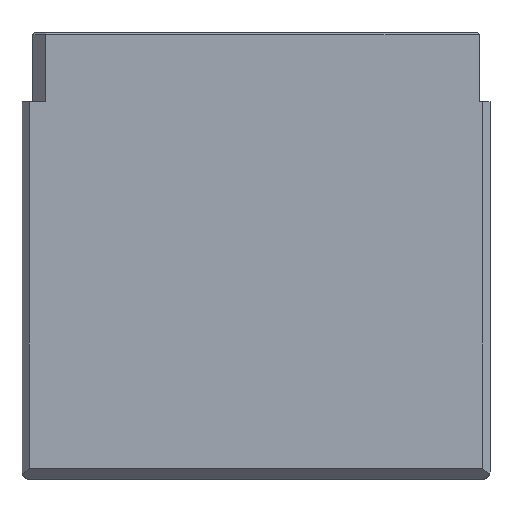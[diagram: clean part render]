
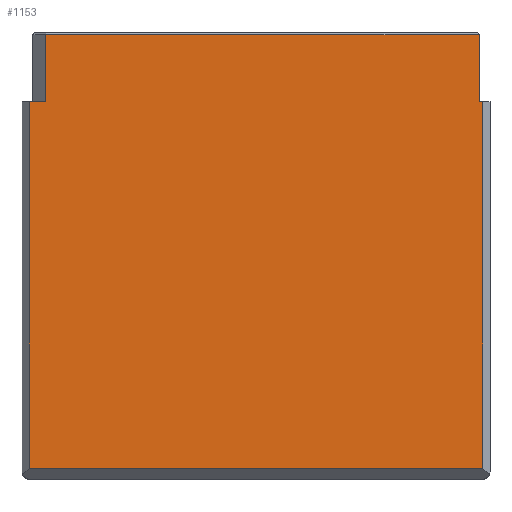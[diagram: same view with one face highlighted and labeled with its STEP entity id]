
A CAD part, top view. The second image highlights one B-rep face of the part: STEP entity #1153.
In plain terms, the highlighted planar face has unit normal (0, 0, 1).
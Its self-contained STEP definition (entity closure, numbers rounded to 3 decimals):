
#75=FACE_OUTER_BOUND('',#138,.T.);
#138=EDGE_LOOP('',(#950,#951,#952,#953,#954,#955,#956,#957));
#203=LINE('',#1653,#355);
#261=LINE('',#1779,#413);
#265=LINE('',#1788,#417);
#270=LINE('',#1799,#422);
#284=LINE('',#1832,#436);
#285=LINE('',#1834,#437);
#286=LINE('',#1836,#438);
#287=LINE('',#1837,#439);
#355=VECTOR('',#1327,10.);
#413=VECTOR('',#1441,10.);
#417=VECTOR('',#1449,10.);
#422=VECTOR('',#1460,10.);
#436=VECTOR('',#1496,10.);
#437=VECTOR('',#1497,10.);
#438=VECTOR('',#1498,10.);
#439=VECTOR('',#1499,10.);
#499=VERTEX_POINT('',#1650);
#500=VERTEX_POINT('',#1652);
#539=VERTEX_POINT('',#1776);
#540=VERTEX_POINT('',#1778);
#543=VERTEX_POINT('',#1786);
#546=VERTEX_POINT('',#1797);
#555=VERTEX_POINT('',#1833);
#556=VERTEX_POINT('',#1835);
#612=EDGE_CURVE('',#499,#500,#203,.T.);
#675=EDGE_CURVE('',#539,#540,#261,.T.);
#680=EDGE_CURVE('',#543,#539,#265,.T.);
#686=EDGE_CURVE('',#546,#543,#270,.T.);
#702=EDGE_CURVE('',#500,#546,#284,.T.);
#703=EDGE_CURVE('',#555,#499,#285,.T.);
#704=EDGE_CURVE('',#556,#555,#286,.T.);
#705=EDGE_CURVE('',#540,#556,#287,.T.);
#950=ORIENTED_EDGE('',*,*,#686,.F.);
#951=ORIENTED_EDGE('',*,*,#702,.F.);
#952=ORIENTED_EDGE('',*,*,#612,.F.);
#953=ORIENTED_EDGE('',*,*,#703,.F.);
#954=ORIENTED_EDGE('',*,*,#704,.F.);
#955=ORIENTED_EDGE('',*,*,#705,.F.);
#956=ORIENTED_EDGE('',*,*,#675,.F.);
#957=ORIENTED_EDGE('',*,*,#680,.F.);
#1091=PLANE('',#1239);
#1153=ADVANCED_FACE('',(#75),#1091,.T.);
#1239=AXIS2_PLACEMENT_3D('',#1831,#1494,#1495);
#1327=DIRECTION('',(0.,-1.,0.));
#1441=DIRECTION('',(0.,1.,0.));
#1449=DIRECTION('',(-1.,0.,0.));
#1460=DIRECTION('',(0.,-1.,0.));
#1494=DIRECTION('center_axis',(0.,0.,1.));
#1495=DIRECTION('ref_axis',(1.,0.,0.));
#1496=DIRECTION('',(1.,0.,0.));
#1497=DIRECTION('',(1.,0.,0.));
#1498=DIRECTION('',(0.,1.,0.));
#1499=DIRECTION('',(1.,0.,0.));
#1650=CARTESIAN_POINT('',(55.,-105.5,53.));
#1652=CARTESIAN_POINT('',(55.,-124.,53.));
#1653=CARTESIAN_POINT('',(55.,-124.,53.));
#1776=CARTESIAN_POINT('',(-69.,-225.,53.));
#1778=CARTESIAN_POINT('',(-69.,-124.,53.));
#1779=CARTESIAN_POINT('',(-69.,-57.25,53.));
#1786=CARTESIAN_POINT('',(56.,-225.,53.));
#1788=CARTESIAN_POINT('',(-38.75,-225.,53.));
#1797=CARTESIAN_POINT('',(56.,-124.,53.));
#1799=CARTESIAN_POINT('',(56.,-140.25,53.));
#1831=CARTESIAN_POINT('Origin',(-6.5,-169.5,53.));
#1832=CARTESIAN_POINT('',(24.25,-124.,53.));
#1833=CARTESIAN_POINT('',(-64.5,-105.5,53.));
#1834=CARTESIAN_POINT('',(-36.75,-105.5,53.));
#1835=CARTESIAN_POINT('',(-64.5,-124.,53.));
#1836=CARTESIAN_POINT('',(-64.5,-146.75,53.));
#1837=CARTESIAN_POINT('',(24.25,-124.,53.));
